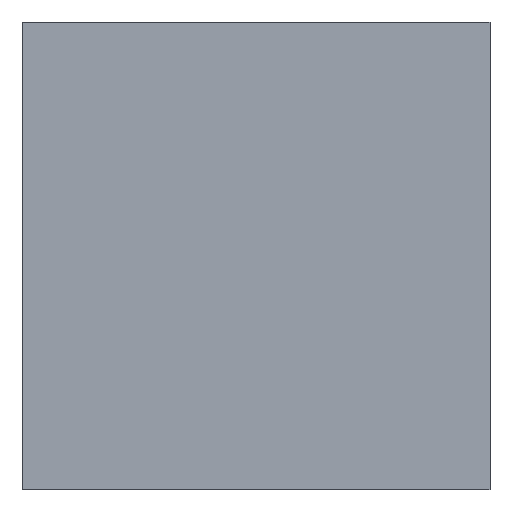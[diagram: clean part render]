
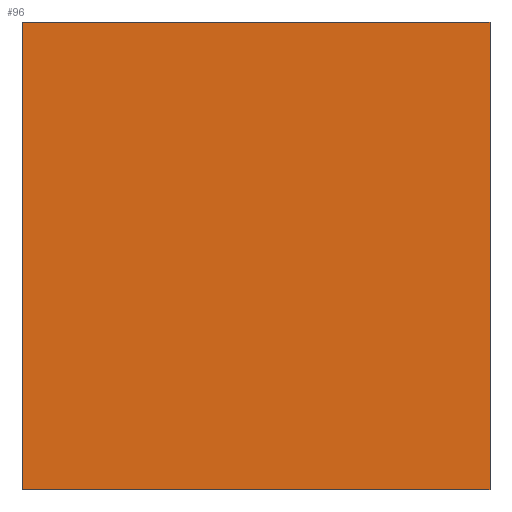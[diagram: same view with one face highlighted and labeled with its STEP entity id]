
A CAD part, left-side view. The second image highlights one B-rep face of the part: STEP entity #96.
In plain terms, the highlighted planar face has unit normal (-1, 0, 0).
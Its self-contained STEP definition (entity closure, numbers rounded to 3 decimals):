
#2 = CARTESIAN_POINT ( 'NONE',  ( 115.093, 81.878, 0. ) ) ;
#11 = VECTOR ( 'NONE', #169, 1000. ) ;
#14 = LINE ( 'NONE', #182, #114 ) ;
#24 = CARTESIAN_POINT ( 'NONE',  ( 115.093, 69.378, 25. ) ) ;
#31 = VERTEX_POINT ( 'NONE', #235 ) ;
#39 = ORIENTED_EDGE ( 'NONE', *, *, #95, .F. ) ;
#47 = CARTESIAN_POINT ( 'NONE',  ( 115.093, 69.378, 0. ) ) ;
#49 = EDGE_CURVE ( 'NONE', #123, #31, #14, .T. ) ;
#78 = ORIENTED_EDGE ( 'NONE', *, *, #49, .F. ) ;
#87 = VECTOR ( 'NONE', #103, 1000. ) ;
#89 = DIRECTION ( 'NONE',  ( 0., 0., -1. ) ) ;
#95 = EDGE_CURVE ( 'NONE', #175, #123, #202, .T. ) ;
#96 = ADVANCED_FACE ( 'NONE', ( #164 ), #212, .F. ) ;
#98 = DIRECTION ( 'NONE',  ( 0., 0., -1. ) ) ;
#103 = DIRECTION ( 'NONE',  ( 0., 0., -1. ) ) ;
#106 = CARTESIAN_POINT ( 'NONE',  ( 115.093, 69.378, 25. ) ) ;
#112 = LINE ( 'NONE', #47, #161 ) ;
#114 = VECTOR ( 'NONE', #98, 1000. ) ;
#117 = EDGE_CURVE ( 'NONE', #175, #179, #152, .T. ) ;
#123 = VERTEX_POINT ( 'NONE', #224 ) ;
#126 = EDGE_LOOP ( 'NONE', ( #131, #78, #39, #154 ) ) ;
#131 = ORIENTED_EDGE ( 'NONE', *, *, #198, .T. ) ;
#152 = LINE ( 'NONE', #170, #87 ) ;
#154 = ORIENTED_EDGE ( 'NONE', *, *, #117, .T. ) ;
#161 = VECTOR ( 'NONE', #184, 1000. ) ;
#164 = FACE_OUTER_BOUND ( 'NONE', #126, .T. ) ;
#168 = AXIS2_PLACEMENT_3D ( 'NONE', #106, #197, #89 ) ;
#169 = DIRECTION ( 'NONE',  ( 0., -1., 0. ) ) ;
#170 = CARTESIAN_POINT ( 'NONE',  ( 115.093, 81.878, 25. ) ) ;
#175 = VERTEX_POINT ( 'NONE', #223 ) ;
#179 = VERTEX_POINT ( 'NONE', #2 ) ;
#182 = CARTESIAN_POINT ( 'NONE',  ( 115.093, 56.878, 25. ) ) ;
#184 = DIRECTION ( 'NONE',  ( 0., -1., 0. ) ) ;
#197 = DIRECTION ( 'NONE',  ( 1., 0., 0. ) ) ;
#198 = EDGE_CURVE ( 'NONE', #179, #31, #112, .T. ) ;
#202 = LINE ( 'NONE', #24, #11 ) ;
#212 = PLANE ( 'NONE',  #168 ) ;
#223 = CARTESIAN_POINT ( 'NONE',  ( 115.093, 81.878, 25. ) ) ;
#224 = CARTESIAN_POINT ( 'NONE',  ( 115.093, 56.878, 25. ) ) ;
#235 = CARTESIAN_POINT ( 'NONE',  ( 115.093, 56.878, 0. ) ) ;
